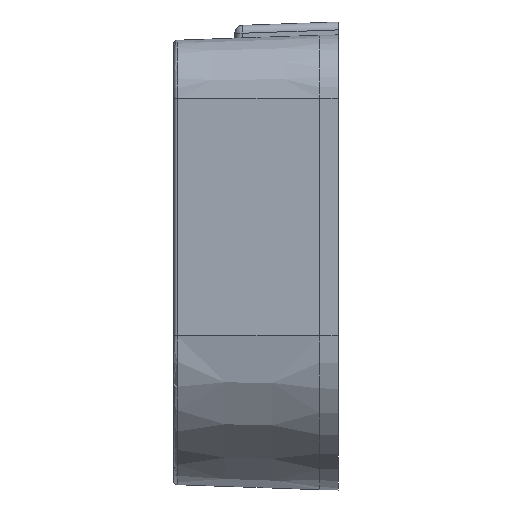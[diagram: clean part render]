
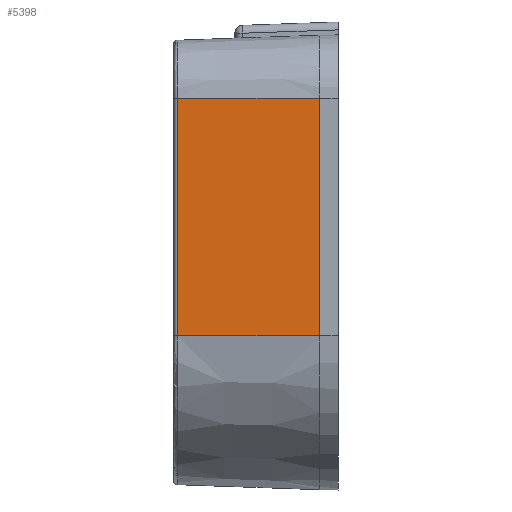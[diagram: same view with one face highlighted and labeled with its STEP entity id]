
A CAD part, left-side view. The second image highlights one B-rep face of the part: STEP entity #5398.
In plain terms, the highlighted planar face has unit normal (-0.999, 0.035, 0).
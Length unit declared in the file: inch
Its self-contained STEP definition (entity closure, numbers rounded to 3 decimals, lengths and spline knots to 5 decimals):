
#188 = LINE ( 'NONE', #2154, #22542 ) ;
#681 = LINE ( 'NONE', #53018, #42607 ) ;
#1088 = VECTOR ( 'NONE', #35800, 39.37008 ) ;
#1181 = CARTESIAN_POINT ( 'NONE',  ( 0.17877, 1.40751, 0.98088 ) ) ;
#1281 = EDGE_CURVE ( 'NONE', #24094, #54968, #50705, .T. ) ;
#2154 = CARTESIAN_POINT ( 'NONE',  ( 0.15912, 0.84459, 1.92288 ) ) ;
#4468 = VECTOR ( 'NONE', #31523, 39.37008 ) ;
#5398 = ADVANCED_FACE ( 'NONE', ( #20432 ), #54216, .T. ) ;
#7036 = ORIENTED_EDGE ( 'NONE', *, *, #19685, .F. ) ;
#11024 = AXIS2_PLACEMENT_3D ( 'NONE', #41704, #14923, #37812 ) ;
#11338 = EDGE_LOOP ( 'NONE', ( #20515, #7036, #53633, #33716 ) ) ;
#14923 = DIRECTION ( 'NONE',  ( -0.999, 0.035, 0. ) ) ;
#18053 = CARTESIAN_POINT ( 'NONE',  ( -685.88539, -19644.8997, 1.92288 ) ) ;
#19685 = EDGE_CURVE ( 'NONE', #24094, #20154, #681, .T. ) ;
#20154 = VERTEX_POINT ( 'NONE', #51982 ) ;
#20432 = FACE_OUTER_BOUND ( 'NONE', #11338, .T. ) ;
#20515 = ORIENTED_EDGE ( 'NONE', *, *, #30872, .F. ) ;
#21718 = VERTEX_POINT ( 'NONE', #48774 ) ;
#22542 = VECTOR ( 'NONE', #41646, 39.37008 ) ;
#24094 = VERTEX_POINT ( 'NONE', #1181 ) ;
#25441 = LINE ( 'NONE', #18053, #4468 ) ;
#26785 = CARTESIAN_POINT ( 'NONE',  ( 0.15912, 0.84459, 0.98088 ) ) ;
#28704 = CARTESIAN_POINT ( 'NONE',  ( 0.15912, 0.84459, 0.98088 ) ) ;
#30872 = EDGE_CURVE ( 'NONE', #20154, #21718, #25441, .T. ) ;
#31523 = DIRECTION ( 'NONE',  ( -0.035, -0.999, 0. ) ) ;
#33716 = ORIENTED_EDGE ( 'NONE', *, *, #53967, .T. ) ;
#35800 = DIRECTION ( 'NONE',  ( -0.035, -0.999, 0. ) ) ;
#37812 = DIRECTION ( 'NONE',  ( -0.035, -0.999, 0. ) ) ;
#41646 = DIRECTION ( 'NONE',  ( 0., 0., 1. ) ) ;
#41704 = CARTESIAN_POINT ( 'NONE',  ( 0.15912, 0.84459, 1.92288 ) ) ;
#42607 = VECTOR ( 'NONE', #52439, 39.37008 ) ;
#48774 = CARTESIAN_POINT ( 'NONE',  ( 0.15912, 0.84459, 1.92288 ) ) ;
#50705 = LINE ( 'NONE', #26785, #1088 ) ;
#51982 = CARTESIAN_POINT ( 'NONE',  ( 0.17877, 1.40751, 1.92288 ) ) ;
#52439 = DIRECTION ( 'NONE',  ( 0., 0., 1. ) ) ;
#53018 = CARTESIAN_POINT ( 'NONE',  ( 0.17877, 1.40751, 1.92288 ) ) ;
#53633 = ORIENTED_EDGE ( 'NONE', *, *, #1281, .T. ) ;
#53967 = EDGE_CURVE ( 'NONE', #54968, #21718, #188, .T. ) ;
#54216 = PLANE ( 'NONE',  #11024 ) ;
#54968 = VERTEX_POINT ( 'NONE', #28704 ) ;
